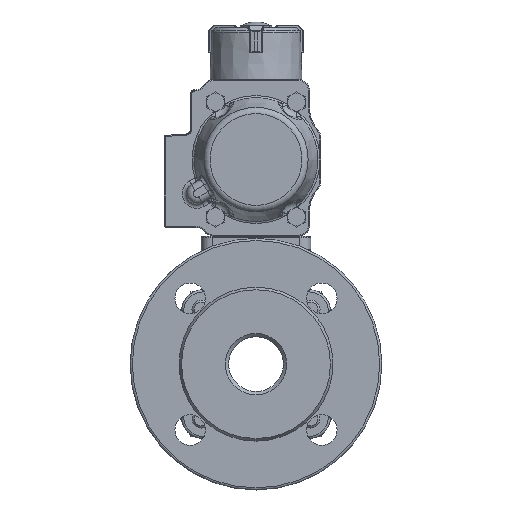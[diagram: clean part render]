
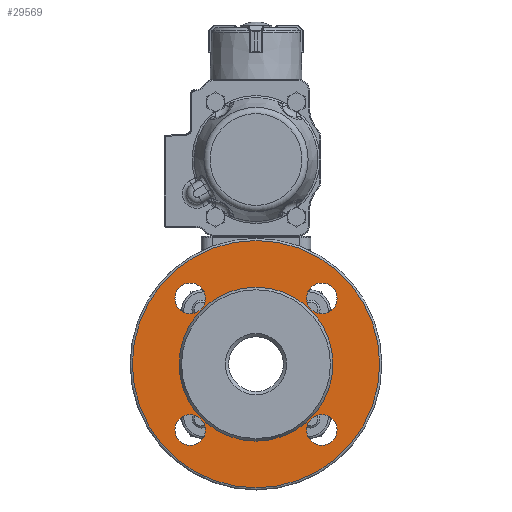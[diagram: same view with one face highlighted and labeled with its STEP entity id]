
A CAD part, left-side view. The second image highlights one B-rep face of the part: STEP entity #29569.
In plain terms, the highlighted planar face has unit normal (-1, 0, 0).
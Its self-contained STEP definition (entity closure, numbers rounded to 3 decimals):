
#1879=CIRCLE('',#31695,35.155);
#1880=CIRCLE('',#31697,56.5);
#1881=CIRCLE('',#31698,7.);
#1882=CIRCLE('',#31699,7.);
#1883=CIRCLE('',#31700,7.);
#1884=CIRCLE('',#31701,7.);
#3433=ORIENTED_EDGE('',*,*,#12271,.T.);
#3434=ORIENTED_EDGE('',*,*,#12270,.F.);
#3435=ORIENTED_EDGE('',*,*,#12272,.F.);
#3436=ORIENTED_EDGE('',*,*,#12273,.F.);
#3437=ORIENTED_EDGE('',*,*,#12274,.F.);
#3438=ORIENTED_EDGE('',*,*,#12275,.F.);
#12270=EDGE_CURVE('',#16706,#16706,#1879,.T.);
#12271=EDGE_CURVE('',#16707,#16707,#1880,.T.);
#12272=EDGE_CURVE('',#16708,#16708,#1881,.T.);
#12273=EDGE_CURVE('',#16709,#16709,#1882,.T.);
#12274=EDGE_CURVE('',#16710,#16710,#1883,.T.);
#12275=EDGE_CURVE('',#16711,#16711,#1884,.T.);
#16706=VERTEX_POINT('',#43900);
#16707=VERTEX_POINT('',#43903);
#16708=VERTEX_POINT('',#43905);
#16709=VERTEX_POINT('',#43907);
#16710=VERTEX_POINT('',#43909);
#16711=VERTEX_POINT('',#43911);
#24441=EDGE_LOOP('',(#3433));
#24442=EDGE_LOOP('',(#3434));
#24443=EDGE_LOOP('',(#3435));
#24444=EDGE_LOOP('',(#3436));
#24445=EDGE_LOOP('',(#3437));
#24446=EDGE_LOOP('',(#3438));
#26586=FACE_BOUND('',#24441,.T.);
#26587=FACE_BOUND('',#24442,.T.);
#26588=FACE_BOUND('',#24443,.T.);
#26589=FACE_BOUND('',#24444,.T.);
#26590=FACE_BOUND('',#24445,.T.);
#26591=FACE_BOUND('',#24446,.T.);
#28681=PLANE('',#31696);
#29569=ADVANCED_FACE('',(#26586,#26587,#26588,#26589,#26590,#26591),#28681,
 .F.);
#31695=AXIS2_PLACEMENT_3D('',#43899,#34979,#34980);
#31696=AXIS2_PLACEMENT_3D('',#43901,#34981,#34982);
#31697=AXIS2_PLACEMENT_3D('',#43902,#34983,#34984);
#31698=AXIS2_PLACEMENT_3D('',#43904,#34985,#34986);
#31699=AXIS2_PLACEMENT_3D('',#43906,#34987,#34988);
#31700=AXIS2_PLACEMENT_3D('',#43908,#34989,#34990);
#31701=AXIS2_PLACEMENT_3D('',#43910,#34991,#34992);
#34979=DIRECTION('',(-1.,0.,0.));
#34980=DIRECTION('',(0.,0.,-1.));
#34981=DIRECTION('',(1.,0.,0.));
#34982=DIRECTION('',(0.,1.,0.));
#34983=DIRECTION('',(-1.,0.,0.));
#34984=DIRECTION('',(0.,0.,1.));
#34985=DIRECTION('',(-1.,0.,0.));
#34986=DIRECTION('',(0.,-1.,0.));
#34987=DIRECTION('',(-1.,0.,0.));
#34988=DIRECTION('',(0.,-1.,0.));
#34989=DIRECTION('',(-1.,0.,0.));
#34990=DIRECTION('',(0.,-1.,0.));
#34991=DIRECTION('',(-1.,0.,0.));
#34992=DIRECTION('',(0.,1.,0.));
#43899=CARTESIAN_POINT('',(-52.9,0.,0.));
#43900=CARTESIAN_POINT('',(-52.9,0.,-35.155));
#43901=CARTESIAN_POINT('',(-52.9,0.,0.));
#43902=CARTESIAN_POINT('',(-52.9,0.,0.));
#43903=CARTESIAN_POINT('',(-52.9,0.,56.5));
#43904=CARTESIAN_POINT('',(-52.9,-30.052,-30.052));
#43905=CARTESIAN_POINT('',(-52.9,-37.052,-30.052));
#43906=CARTESIAN_POINT('',(-52.9,30.052,-30.052));
#43907=CARTESIAN_POINT('',(-52.9,23.052,-30.052));
#43908=CARTESIAN_POINT('',(-52.9,30.052,30.052));
#43909=CARTESIAN_POINT('',(-52.9,23.052,30.052));
#43910=CARTESIAN_POINT('',(-52.9,-30.052,30.052));
#43911=CARTESIAN_POINT('',(-52.9,-23.052,30.052));
